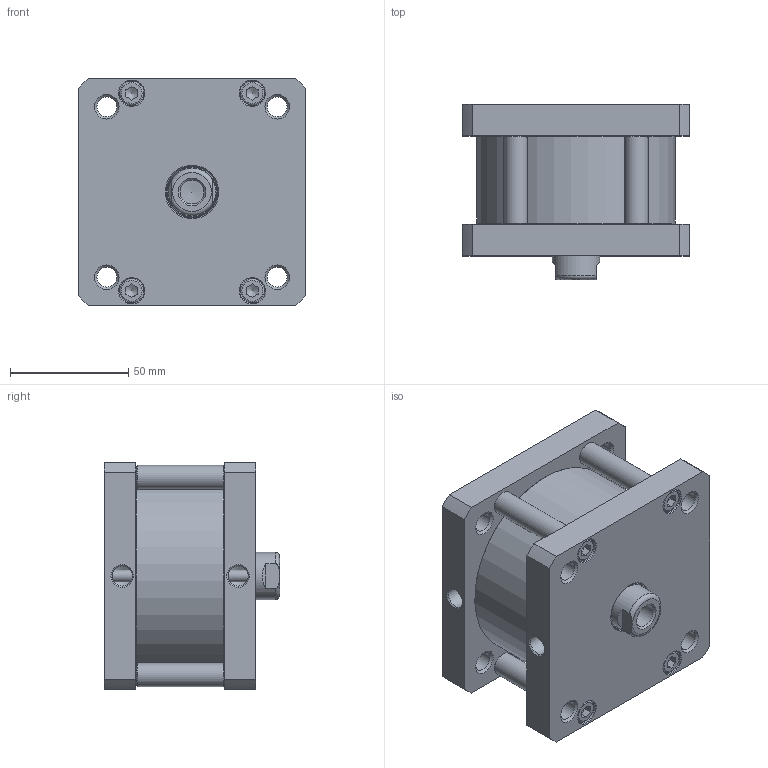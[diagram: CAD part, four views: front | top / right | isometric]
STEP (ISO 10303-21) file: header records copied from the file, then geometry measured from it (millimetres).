
FILE_DESCRIPTION((''),'2;1');
FILE_NAME('XSM080.010.GS.F.stp','2014-05-20T10:22:27',('carlo.corazza'),(''),'Autodesk Inventor 2012','Autodesk Inventor 2012','');
FILE_SCHEMA(('AUTOMOTIVE_DESIGN { 1 0 10303 214 1 1 1 1 }'));
Length unit declared in the file: millimetre
Products named in the file (6): XSM080..GS.F; CORPO-010; STELO-010; TA; TIRANTE-010; TP
Assembly tree (8 placements, depth 2):
  XSM080..GS.F
    CORPO-010
    STELO-010
    TA
    TIRANTE-010  x4
    TP
Bounding box: 96 x 74 x 96 mm (x, y, z)
Volume: 270336.5 mm3; surface area: 86310.6 mm2
Topology: 8 solids, 17 shells, 250 faces, 556 edges, 349 vertices
Faces by surface type: plane 103, cone 73, cylinder 62, torus 12
Full cylindrical faces by diameter (mm): 4.917 x4, 5 x2, 6.9 x8, 8.376 x9, 8.566 x2, 10 x12, 10.106 x1, 10.5 x8, 20 x1, 20.6 x1, 21.9 x1, 23 x1, 24.8 x1, 25 x1, 80 x1, 84 x1
Entity records: 6158 total; most frequent: CARTESIAN_POINT 1178, DIRECTION 980, ORIENTED_EDGE 730, AXIS2_PLACEMENT_3D 423, EDGE_LOOP 412, EDGE_CURVE 365, VERTEX_POINT 297, STYLED_ITEM 237
